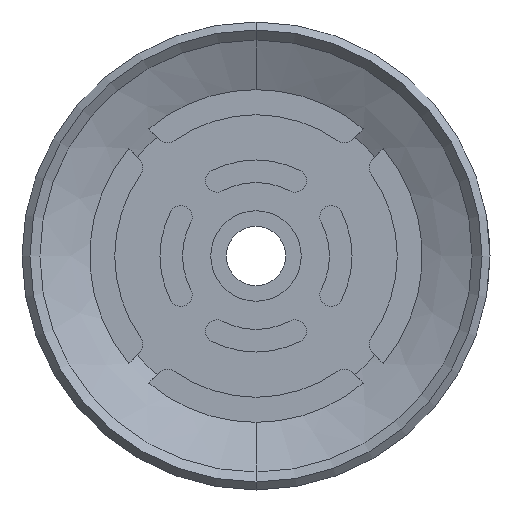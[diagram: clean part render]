
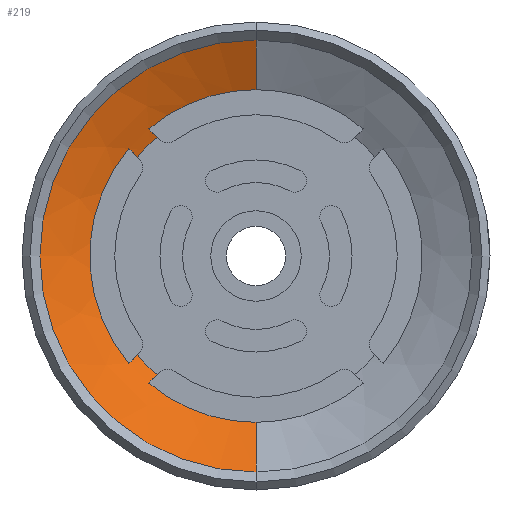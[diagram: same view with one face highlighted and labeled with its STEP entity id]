
A CAD part, front view. The second image highlights one B-rep face of the part: STEP entity #219.
In plain terms, the highlighted conical face has half-angle 64.272 degrees and reference radius 27.355 mm.
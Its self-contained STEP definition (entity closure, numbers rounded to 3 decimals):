
#219=ADVANCED_FACE('',(#547),#548,.F.);
#547=FACE_OUTER_BOUND('',#987,.T.);
#548=CONICAL_SURFACE('',#988,27.355,1.122);
#987=EDGE_LOOP('',(#5173,#5174,#5175,#5176,#5177,#5178,#5179,#5180,#5181,#5182,#5183,#5184));
#988=AXIS2_PLACEMENT_3D('',#5185,#5186,#5187);
#5173=ORIENTED_EDGE('',*,*,#6226,.T.);
#5174=ORIENTED_EDGE('',*,*,#6227,.T.);
#5175=ORIENTED_EDGE('',*,*,#6221,.F.);
#5176=ORIENTED_EDGE('',*,*,#6228,.F.);
#5177=ORIENTED_EDGE('',*,*,#6229,.T.);
#5178=ORIENTED_EDGE('',*,*,#6230,.F.);
#5179=ORIENTED_EDGE('',*,*,#6231,.T.);
#5180=ORIENTED_EDGE('',*,*,#6232,.F.);
#5181=ORIENTED_EDGE('',*,*,#6233,.T.);
#5182=ORIENTED_EDGE('',*,*,#6234,.F.);
#5183=ORIENTED_EDGE('',*,*,#6235,.T.);
#5184=ORIENTED_EDGE('',*,*,#6236,.F.);
#5185=CARTESIAN_POINT('',(0.0,-13.2,0.0));
#5186=DIRECTION('',(0.0,-1.0,-0.0));
#5187=DIRECTION('',(0.0,0.0,-1.0));
#6221=EDGE_CURVE('',#6849,#6850,#6851,.T.);
#6226=EDGE_CURVE('',#6856,#6857,#6858,.T.);
#6227=EDGE_CURVE('',#6857,#6850,#6859,.T.);
#6228=EDGE_CURVE('',#6860,#6849,#6861,.T.);
#6229=EDGE_CURVE('',#6860,#6862,#6863,.T.);
#6230=EDGE_CURVE('',#6864,#6862,#6865,.T.);
#6231=EDGE_CURVE('',#6864,#6866,#6867,.T.);
#6232=EDGE_CURVE('',#6868,#6866,#6869,.T.);
#6233=EDGE_CURVE('',#6868,#6870,#6871,.T.);
#6234=EDGE_CURVE('',#6872,#6870,#6873,.T.);
#6235=EDGE_CURVE('',#6872,#6874,#6875,.T.);
#6236=EDGE_CURVE('',#6856,#6874,#6876,.T.);
#6849=VERTEX_POINT('',#8064);
#6850=VERTEX_POINT('',#8065);
#6851=CIRCLE('',#8066,38.25);
#6856=VERTEX_POINT('',#8073);
#6857=VERTEX_POINT('',#8074);
#6858=CIRCLE('',#8075,29.43);
#6859=LINE('',#8076,#8077);
#6860=VERTEX_POINT('',#8078);
#6861=LINE('',#8079,#8080);
#6862=VERTEX_POINT('',#8081);
#6863=CIRCLE('',#8082,29.43);
#6864=VERTEX_POINT('',#8083);
#6865=B_SPLINE_CURVE_WITH_KNOTS('',3,(#8084,#8085,#8086,#8087),.UNSPECIFIED.,.F.,.F.,(4,4),(0.,0.002),.UNSPECIFIED.);
#6866=VERTEX_POINT('',#8088);
#6867=CIRCLE('',#8089,27.355);
#6868=VERTEX_POINT('',#8090);
#6869=B_SPLINE_CURVE_WITH_KNOTS('',3,(#8091,#8092,#8093,#8094),.UNSPECIFIED.,.F.,.F.,(4,4),(0.,0.002),.UNSPECIFIED.);
#6870=VERTEX_POINT('',#8095);
#6871=CIRCLE('',#8096,29.43);
#6872=VERTEX_POINT('',#8097);
#6873=B_SPLINE_CURVE_WITH_KNOTS('',3,(#8098,#8099,#8100,#8101),.UNSPECIFIED.,.F.,.F.,(4,4),(0.,0.002),.UNSPECIFIED.);
#6874=VERTEX_POINT('',#8102);
#6875=CIRCLE('',#8103,27.355);
#6876=B_SPLINE_CURVE_WITH_KNOTS('',3,(#8104,#8105,#8106,#8107),.UNSPECIFIED.,.F.,.F.,(4,4),(0.,0.002),.UNSPECIFIED.);
#8064=CARTESIAN_POINT('',(0.0,-18.45,-38.25));
#8065=CARTESIAN_POINT('',(0.,-18.45,38.25));
#8066=AXIS2_PLACEMENT_3D('',#9814,#9815,#9816);
#8073=CARTESIAN_POINT('',(-18.967,-14.2,22.503));
#8074=CARTESIAN_POINT('',(0.,-14.2,29.43));
#8075=AXIS2_PLACEMENT_3D('',#9822,#9823,#9824);
#8076=CARTESIAN_POINT('',(0.,-13.2,27.355));
#8077=VECTOR('',#9825,1000.0);
#8078=CARTESIAN_POINT('',(0.0,-14.2,-29.43));
#8079=CARTESIAN_POINT('',(0.0,-13.2,-27.355));
#8080=VECTOR('',#9826,1000.0);
#8081=CARTESIAN_POINT('',(-18.967,-14.2,-22.503));
#8082=AXIS2_PLACEMENT_3D('',#9827,#9828,#9829);
#8083=CARTESIAN_POINT('',(-17.494,-13.2,-21.03));
#8084=CARTESIAN_POINT('',(-17.494,-13.2,-21.03));
#8085=CARTESIAN_POINT('',(-17.985,-13.533,-21.521));
#8086=CARTESIAN_POINT('',(-18.476,-13.867,-22.012));
#8087=CARTESIAN_POINT('',(-18.967,-14.2,-22.503));
#8088=CARTESIAN_POINT('',(-21.03,-13.2,-17.494));
#8089=AXIS2_PLACEMENT_3D('',#9830,#9831,#9832);
#8090=CARTESIAN_POINT('',(-22.503,-14.2,-18.967));
#8091=CARTESIAN_POINT('',(-22.503,-14.2,-18.967));
#8092=CARTESIAN_POINT('',(-22.012,-13.867,-18.476));
#8093=CARTESIAN_POINT('',(-21.521,-13.533,-17.985));
#8094=CARTESIAN_POINT('',(-21.03,-13.2,-17.494));
#8095=CARTESIAN_POINT('',(-22.503,-14.2,18.967));
#8096=AXIS2_PLACEMENT_3D('',#9833,#9834,#9835);
#8097=CARTESIAN_POINT('',(-21.03,-13.2,17.494));
#8098=CARTESIAN_POINT('',(-21.03,-13.2,17.494));
#8099=CARTESIAN_POINT('',(-21.521,-13.533,17.985));
#8100=CARTESIAN_POINT('',(-22.012,-13.867,18.476));
#8101=CARTESIAN_POINT('',(-22.503,-14.2,18.967));
#8102=CARTESIAN_POINT('',(-17.494,-13.2,21.03));
#8103=AXIS2_PLACEMENT_3D('',#9836,#9837,#9838);
#8104=CARTESIAN_POINT('',(-18.967,-14.2,22.503));
#8105=CARTESIAN_POINT('',(-18.476,-13.867,22.012));
#8106=CARTESIAN_POINT('',(-17.985,-13.533,21.521));
#8107=CARTESIAN_POINT('',(-17.494,-13.2,21.03));
#9814=CARTESIAN_POINT('',(0.0,-18.45,0.0));
#9815=DIRECTION('',(0.0,1.0,0.0));
#9816=DIRECTION('',(0.0,0.0,1.0));
#9822=CARTESIAN_POINT('',(0.0,-14.2,0.0));
#9823=DIRECTION('',(0.0,1.0,0.0));
#9824=DIRECTION('',(0.,0.0,-1.0));
#9825=DIRECTION('',(0.,-0.434,0.901));
#9826=DIRECTION('',(0.0,-0.434,-0.901));
#9827=CARTESIAN_POINT('',(0.0,-14.2,0.0));
#9828=DIRECTION('',(0.0,1.0,0.0));
#9829=DIRECTION('',(0.0,0.0,-1.0));
#9830=CARTESIAN_POINT('',(0.0,-13.2,0.0));
#9831=DIRECTION('',(0.0,1.0,0.0));
#9832=DIRECTION('',(0.0,0.0,1.0));
#9833=CARTESIAN_POINT('',(0.0,-14.2,0.0));
#9834=DIRECTION('',(0.0,1.0,0.0));
#9835=DIRECTION('',(0.0,0.0,-1.0));
#9836=CARTESIAN_POINT('',(0.0,-13.2,0.0));
#9837=DIRECTION('',(0.0,1.0,0.0));
#9838=DIRECTION('',(0.0,0.0,1.0));
